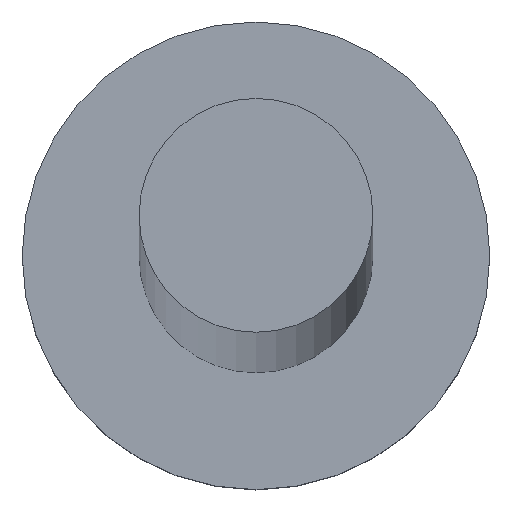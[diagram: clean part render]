
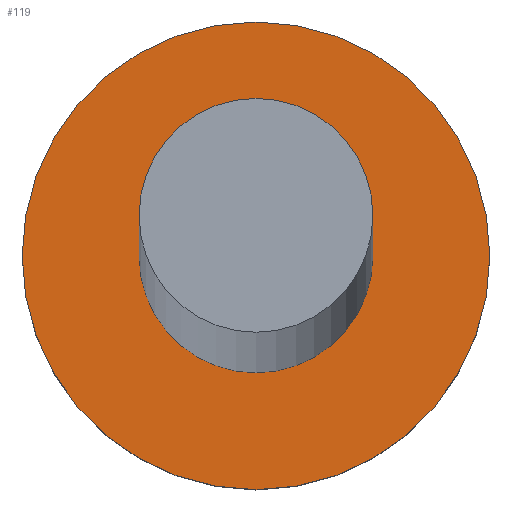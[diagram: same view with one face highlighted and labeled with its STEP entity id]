
A CAD part, top view. The second image highlights one B-rep face of the part: STEP entity #119.
In plain terms, the highlighted planar face has unit normal (0, 0, 1).
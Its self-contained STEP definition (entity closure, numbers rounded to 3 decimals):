
#16 = EDGE_CURVE ( 'NONE', #65, #173, #201, .T. ) ;
#26 = CARTESIAN_POINT ( 'NONE',  ( 2., 0., 3. ) ) ;
#31 = ORIENTED_EDGE ( 'NONE', *, *, #102, .F. ) ;
#46 = FACE_OUTER_BOUND ( 'NONE', #63, .T. ) ;
#49 = DIRECTION ( 'NONE',  ( 0., 0., 1. ) ) ;
#51 = ORIENTED_EDGE ( 'NONE', *, *, #16, .T. ) ;
#61 = CARTESIAN_POINT ( 'NONE',  ( 0., 0., 3. ) ) ;
#62 = DIRECTION ( 'NONE',  ( 0., 0., 1. ) ) ;
#63 = EDGE_LOOP ( 'NONE', ( #51, #128 ) ) ;
#65 = VERTEX_POINT ( 'NONE', #141 ) ;
#69 = CIRCLE ( 'NONE', #212, 4. ) ;
#70 = DIRECTION ( 'NONE',  ( 1., 0., 0. ) ) ;
#74 = AXIS2_PLACEMENT_3D ( 'NONE', #168, #228, #108 ) ;
#79 = DIRECTION ( 'NONE',  ( 1., 0., 0. ) ) ;
#95 = DIRECTION ( 'NONE',  ( 0., 0., 1. ) ) ;
#102 = EDGE_CURVE ( 'NONE', #203, #147, #210, .T. ) ;
#107 = ORIENTED_EDGE ( 'NONE', *, *, #218, .F. ) ;
#108 = DIRECTION ( 'NONE',  ( 1., 0., 0. ) ) ;
#110 = CARTESIAN_POINT ( 'NONE',  ( 4., 0., 3. ) ) ;
#117 = CARTESIAN_POINT ( 'NONE',  ( 0., 0., 3. ) ) ;
#118 = CARTESIAN_POINT ( 'NONE',  ( 0., 0., 3. ) ) ;
#119 = ADVANCED_FACE ( 'NONE', ( #166, #46 ), #163, .T. ) ;
#127 = EDGE_CURVE ( 'NONE', #173, #65, #69, .T. ) ;
#128 = ORIENTED_EDGE ( 'NONE', *, *, #127, .T. ) ;
#141 = CARTESIAN_POINT ( 'NONE',  ( -4., 0., 3. ) ) ;
#147 = VERTEX_POINT ( 'NONE', #26 ) ;
#155 = DIRECTION ( 'NONE',  ( 0., 0., 1. ) ) ;
#161 = DIRECTION ( 'NONE',  ( 1., 0., 0. ) ) ;
#163 = PLANE ( 'NONE',  #241 ) ;
#166 = FACE_BOUND ( 'NONE', #187, .T. ) ;
#168 = CARTESIAN_POINT ( 'NONE',  ( 0., 0., 3. ) ) ;
#171 = CIRCLE ( 'NONE', #74, 2. ) ;
#173 = VERTEX_POINT ( 'NONE', #110 ) ;
#175 = CARTESIAN_POINT ( 'NONE',  ( 0., 0., 3. ) ) ;
#180 = DIRECTION ( 'NONE',  ( 1., 0., 0. ) ) ;
#187 = EDGE_LOOP ( 'NONE', ( #31, #107 ) ) ;
#191 = AXIS2_PLACEMENT_3D ( 'NONE', #175, #155, #70 ) ;
#201 = CIRCLE ( 'NONE', #191, 4. ) ;
#203 = VERTEX_POINT ( 'NONE', #205 ) ;
#205 = CARTESIAN_POINT ( 'NONE',  ( -2., 0., 3. ) ) ;
#210 = CIRCLE ( 'NONE', #245, 2. ) ;
#212 = AXIS2_PLACEMENT_3D ( 'NONE', #118, #62, #79 ) ;
#218 = EDGE_CURVE ( 'NONE', #147, #203, #171, .T. ) ;
#228 = DIRECTION ( 'NONE',  ( 0., 0., 1. ) ) ;
#241 = AXIS2_PLACEMENT_3D ( 'NONE', #117, #49, #180 ) ;
#245 = AXIS2_PLACEMENT_3D ( 'NONE', #61, #95, #161 ) ;
